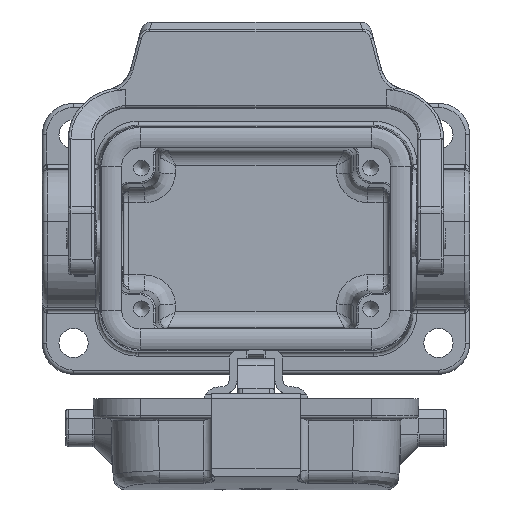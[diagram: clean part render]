
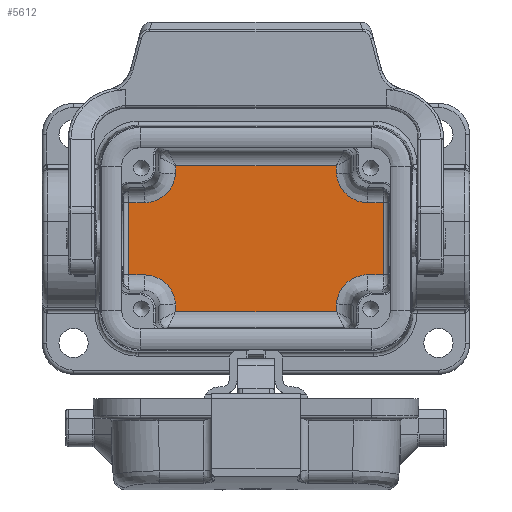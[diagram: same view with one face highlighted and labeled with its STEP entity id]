
A CAD part, top view. The second image highlights one B-rep face of the part: STEP entity #5612.
In plain terms, the highlighted planar face has unit normal (0, 0, 1).
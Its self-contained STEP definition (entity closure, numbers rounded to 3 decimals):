
#4835=FACE_OUTER_BOUND('',#7089,.T.);
#5612=ADVANCED_FACE('',(#4835),#6456,.F.);
#6456=PLANE('',#22430);
#6756=ELLIPSE('',#22426,6.003,6.);
#6757=ELLIPSE('',#22427,6.003,6.);
#6758=ELLIPSE('',#22428,6.003,6.);
#6759=ELLIPSE('',#22429,6.003,6.);
#7089=EDGE_LOOP('',(#8234,#8235,#8236,#8237,#8238,#8239,#8240,#8241,#8242,
#8243,#8244,#8245,#8246,#8247,#8248,#8249));
#8234=ORIENTED_EDGE('',*,*,#13953,.T.);
#8235=ORIENTED_EDGE('',*,*,#13954,.T.);
#8236=ORIENTED_EDGE('',*,*,#13955,.T.);
#8237=ORIENTED_EDGE('',*,*,#13956,.T.);
#8238=ORIENTED_EDGE('',*,*,#13957,.T.);
#8239=ORIENTED_EDGE('',*,*,#13958,.T.);
#8240=ORIENTED_EDGE('',*,*,#13959,.T.);
#8241=ORIENTED_EDGE('',*,*,#13960,.T.);
#8242=ORIENTED_EDGE('',*,*,#13961,.T.);
#8243=ORIENTED_EDGE('',*,*,#13962,.T.);
#8244=ORIENTED_EDGE('',*,*,#13963,.T.);
#8245=ORIENTED_EDGE('',*,*,#13964,.T.);
#8246=ORIENTED_EDGE('',*,*,#13965,.T.);
#8247=ORIENTED_EDGE('',*,*,#13966,.T.);
#8248=ORIENTED_EDGE('',*,*,#13967,.T.);
#8249=ORIENTED_EDGE('',*,*,#13968,.T.);
#12523=VERTEX_POINT('',#30030);
#12524=VERTEX_POINT('',#30031);
#12525=VERTEX_POINT('',#30033);
#12526=VERTEX_POINT('',#30035);
#12527=VERTEX_POINT('',#30037);
#12528=VERTEX_POINT('',#30039);
#12529=VERTEX_POINT('',#30041);
#12530=VERTEX_POINT('',#30043);
#12531=VERTEX_POINT('',#30045);
#12532=VERTEX_POINT('',#30047);
#12533=VERTEX_POINT('',#30049);
#12534=VERTEX_POINT('',#30051);
#12535=VERTEX_POINT('',#30053);
#12536=VERTEX_POINT('',#30055);
#12537=VERTEX_POINT('',#30057);
#12538=VERTEX_POINT('',#30059);
#13953=EDGE_CURVE('',#12523,#12524,#6756,.T.);
#13954=EDGE_CURVE('',#12524,#12525,#18491,.T.);
#13955=EDGE_CURVE('',#12525,#12526,#18492,.T.);
#13956=EDGE_CURVE('',#12526,#12527,#18493,.T.);
#13957=EDGE_CURVE('',#12527,#12528,#6757,.T.);
#13958=EDGE_CURVE('',#12528,#12529,#18494,.T.);
#13959=EDGE_CURVE('',#12529,#12530,#18495,.T.);
#13960=EDGE_CURVE('',#12530,#12531,#18496,.T.);
#13961=EDGE_CURVE('',#12531,#12532,#6758,.T.);
#13962=EDGE_CURVE('',#12532,#12533,#18497,.T.);
#13963=EDGE_CURVE('',#12533,#12534,#18498,.T.);
#13964=EDGE_CURVE('',#12534,#12535,#18499,.T.);
#13965=EDGE_CURVE('',#12535,#12536,#6759,.T.);
#13966=EDGE_CURVE('',#12536,#12537,#18500,.T.);
#13967=EDGE_CURVE('',#12537,#12538,#18501,.T.);
#13968=EDGE_CURVE('',#12538,#12523,#18502,.T.);
#18491=LINE('',#30032,#19620);
#18492=LINE('',#30034,#19621);
#18493=LINE('',#30036,#19622);
#18494=LINE('',#30040,#19623);
#18495=LINE('',#30042,#19624);
#18496=LINE('',#30044,#19625);
#18497=LINE('',#30048,#19626);
#18498=LINE('',#30050,#19627);
#18499=LINE('',#30052,#19628);
#18500=LINE('',#30056,#19629);
#18501=LINE('',#30058,#19630);
#18502=LINE('',#30060,#19631);
#19620=VECTOR('',#24131,1.);
#19621=VECTOR('',#24132,1.);
#19622=VECTOR('',#24133,1.);
#19623=VECTOR('',#24136,1.);
#19624=VECTOR('',#24137,1.);
#19625=VECTOR('',#24138,1.);
#19626=VECTOR('',#24141,1.);
#19627=VECTOR('',#24142,1.);
#19628=VECTOR('',#24143,1.);
#19629=VECTOR('',#24146,1.);
#19630=VECTOR('',#24147,1.);
#19631=VECTOR('',#24148,1.);
#22426=AXIS2_PLACEMENT_3D('',#30029,#24129,#24130);
#22427=AXIS2_PLACEMENT_3D('',#30038,#24134,#24135);
#22428=AXIS2_PLACEMENT_3D('',#30046,#24139,#24140);
#22429=AXIS2_PLACEMENT_3D('',#30054,#24144,#24145);
#22430=AXIS2_PLACEMENT_3D('',#30061,#24149,#24150);
#24129=DIRECTION('',(0.,0.,-1.));
#24130=DIRECTION('',(-0.843,0.538,0.));
#24131=DIRECTION('',(1.,0.,0.));
#24132=DIRECTION('',(0.,1.,0.));
#24133=DIRECTION('',(-1.,0.,0.));
#24134=DIRECTION('',(0.,0.,-1.));
#24135=DIRECTION('',(0.843,0.538,0.));
#24136=DIRECTION('',(0.,1.,0.));
#24137=DIRECTION('',(-1.,0.,0.));
#24138=DIRECTION('',(0.,-1.,0.));
#24139=DIRECTION('',(0.,0.,-1.));
#24140=DIRECTION('',(0.843,-0.538,0.));
#24141=DIRECTION('',(-1.,0.,0.));
#24142=DIRECTION('',(0.,-1.,0.));
#24143=DIRECTION('',(1.,0.,0.));
#24144=DIRECTION('',(0.,0.,-1.));
#24145=DIRECTION('',(-0.843,-0.538,0.));
#24146=DIRECTION('',(0.,-1.,0.));
#24147=DIRECTION('',(1.,0.,0.));
#24148=DIRECTION('',(0.,1.,0.));
#24149=DIRECTION('',(0.,0.,-1.));
#24150=DIRECTION('',(-1.,0.,0.));
#30029=CARTESIAN_POINT('',(21.424,-12.925,-35.95));
#30030=CARTESIAN_POINT('',(15.436,-12.507,-35.95));
#30031=CARTESIAN_POINT('',(21.421,-6.924,-35.95));
#30032=CARTESIAN_POINT('',(-25.425,-6.924,-35.95));
#30033=CARTESIAN_POINT('',(24.441,-6.924,-35.95));
#30034=CARTESIAN_POINT('',(24.441,9.872,-35.95));
#30035=CARTESIAN_POINT('',(24.441,6.924,-35.95));
#30036=CARTESIAN_POINT('',(-25.425,6.924,-35.95));
#30037=CARTESIAN_POINT('',(21.421,6.924,-35.95));
#30038=CARTESIAN_POINT('',(21.424,12.925,-35.95));
#30039=CARTESIAN_POINT('',(15.436,12.507,-35.95));
#30040=CARTESIAN_POINT('',(15.436,17.75,-35.95));
#30041=CARTESIAN_POINT('',(15.436,14.041,-35.95));
#30042=CARTESIAN_POINT('',(-16.859,14.041,-35.95));
#30043=CARTESIAN_POINT('',(-15.436,14.041,-35.95));
#30044=CARTESIAN_POINT('',(-15.436,17.75,-35.95));
#30045=CARTESIAN_POINT('',(-15.436,12.507,-35.95));
#30046=CARTESIAN_POINT('',(-21.424,12.925,-35.95));
#30047=CARTESIAN_POINT('',(-21.421,6.924,-35.95));
#30048=CARTESIAN_POINT('',(-25.425,6.924,-35.95));
#30049=CARTESIAN_POINT('',(-24.441,6.924,-35.95));
#30050=CARTESIAN_POINT('',(-24.441,-9.872,-35.95));
#30051=CARTESIAN_POINT('',(-24.441,-6.924,-35.95));
#30052=CARTESIAN_POINT('',(-25.425,-6.924,-35.95));
#30053=CARTESIAN_POINT('',(-21.421,-6.924,-35.95));
#30054=CARTESIAN_POINT('',(-21.424,-12.925,-35.95));
#30055=CARTESIAN_POINT('',(-15.436,-12.507,-35.95));
#30056=CARTESIAN_POINT('',(-15.436,17.75,-35.95));
#30057=CARTESIAN_POINT('',(-15.436,-14.041,-35.95));
#30058=CARTESIAN_POINT('',(16.859,-14.041,-35.95));
#30059=CARTESIAN_POINT('',(15.436,-14.041,-35.95));
#30060=CARTESIAN_POINT('',(15.436,17.75,-35.95));
#30061=CARTESIAN_POINT('',(-25.425,17.75,-35.95));
